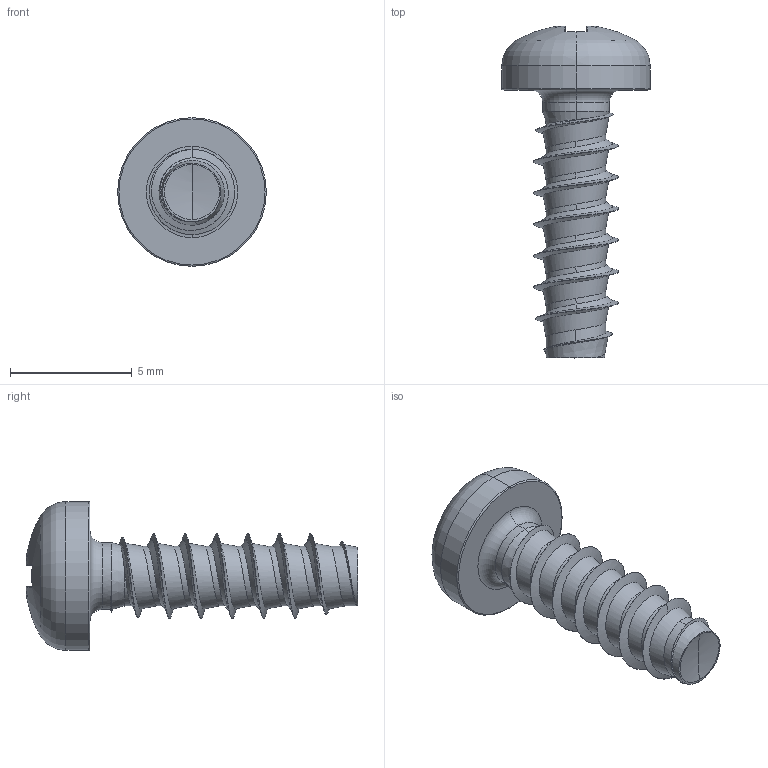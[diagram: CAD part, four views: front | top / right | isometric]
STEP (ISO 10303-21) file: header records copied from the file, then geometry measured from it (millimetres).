
FILE_DESCRIPTION (( 'STEP AP203' ), '1' );
FILE_NAME ('STP220350110.STEP', '2017-08-15T02:53:58', ( '' ), ( '' ), 'SwSTEP 2.0', 'SolidWorks 2015', '' );
FILE_SCHEMA (( 'CONFIG_CONTROL_DESIGN' ));
Length unit declared in the file: millimetre
Products named in the file (1): STP220350110
Bounding box: 6.1 x 13.63 x 6.1 mm (x, y, z)
Volume: 117 mm3; surface area: 235.7 mm2
Topology: 1 solids, 1 shells, 192 faces, 462 edges, 272 vertices
Faces by surface type: bspline 55, cylinder 42, torus 36, plane 30, sphere 20, cone 9
Entity records: 17201 total; most frequent: CARTESIAN_POINT 13166, ORIENTED_EDGE 920, DIRECTION 741, EDGE_CURVE 460, AXIS2_PLACEMENT_3D 327, VERTEX_POINT 272, EDGE_LOOP 194, ADVANCED_FACE 192
